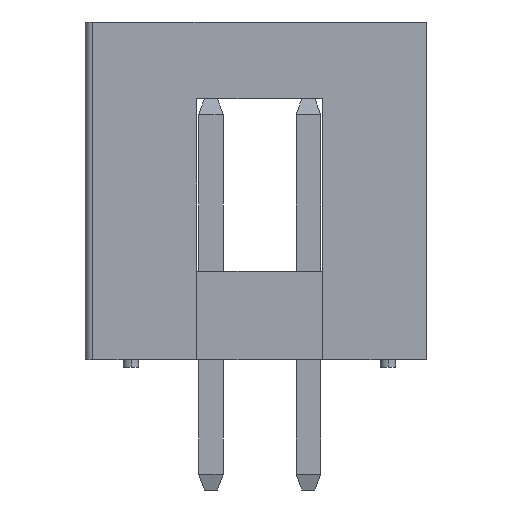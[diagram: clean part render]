
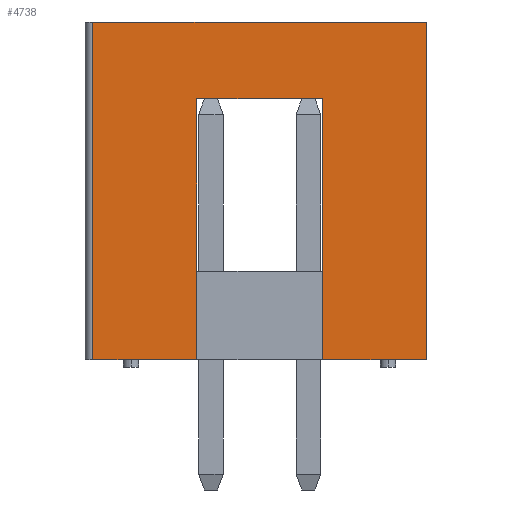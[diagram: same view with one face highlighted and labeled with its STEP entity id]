
A CAD part, left-side view. The second image highlights one B-rep face of the part: STEP entity #4738.
In plain terms, the highlighted planar face has unit normal (-1, 0, 0).
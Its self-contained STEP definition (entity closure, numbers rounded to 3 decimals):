
#6 = EDGE_CURVE ( 'NONE', #3033, #11446, #10924, .T. ) ;
#35 = CARTESIAN_POINT ( 'NONE',  ( -7.61, 4.35, 8.8 ) ) ;
#372 = VECTOR ( 'NONE', #13245, 1000. ) ;
#682 = VECTOR ( 'NONE', #1478, 1000. ) ;
#1052 = DIRECTION ( 'NONE',  ( 0., 0., 1. ) ) ;
#1478 = DIRECTION ( 'NONE',  ( 0., -1., 0. ) ) ;
#1692 = DIRECTION ( 'NONE',  ( 0., -1., 0. ) ) ;
#1971 = CARTESIAN_POINT ( 'NONE',  ( -7.61, -1.64, 6.8 ) ) ;
#2102 = VECTOR ( 'NONE', #2766, 1000. ) ;
#2139 = EDGE_LOOP ( 'NONE', ( #7164, #6456, #11936, #10970, #10560, #2312, #8922, #3449 ) ) ;
#2312 = ORIENTED_EDGE ( 'NONE', *, *, #9227, .F. ) ;
#2766 = DIRECTION ( 'NONE',  ( 0., 1., 0. ) ) ;
#2767 = DIRECTION ( 'NONE',  ( 0., -1., 0. ) ) ;
#3000 = PLANE ( 'NONE',  #7483 ) ;
#3033 = VERTEX_POINT ( 'NONE', #6405 ) ;
#3199 = CARTESIAN_POINT ( 'NONE',  ( -7.61, 1.64, 0. ) ) ;
#3449 = ORIENTED_EDGE ( 'NONE', *, *, #4262, .T. ) ;
#3722 = LINE ( 'NONE', #4681, #682 ) ;
#3827 = EDGE_CURVE ( 'NONE', #13749, #4856, #3722, .T. ) ;
#4262 = EDGE_CURVE ( 'NONE', #13749, #9655, #13502, .T. ) ;
#4681 = CARTESIAN_POINT ( 'NONE',  ( -7.61, -4.35, 8.8 ) ) ;
#4738 = ADVANCED_FACE ( 'NONE', ( #14068 ), #3000, .F. ) ;
#4801 = CARTESIAN_POINT ( 'NONE',  ( -7.61, 4.35, 0. ) ) ;
#4856 = VERTEX_POINT ( 'NONE', #6916 ) ;
#4868 = LINE ( 'NONE', #13974, #5430 ) ;
#5171 = CARTESIAN_POINT ( 'NONE',  ( -7.61, -4.35, 0. ) ) ;
#5199 = CARTESIAN_POINT ( 'NONE',  ( -7.61, 1.64, 0. ) ) ;
#5430 = VECTOR ( 'NONE', #2767, 1000. ) ;
#5704 = LINE ( 'NONE', #12282, #6823 ) ;
#6124 = VECTOR ( 'NONE', #1052, 1000. ) ;
#6239 = EDGE_CURVE ( 'NONE', #6296, #12216, #7821, .T. ) ;
#6296 = VERTEX_POINT ( 'NONE', #8041 ) ;
#6405 = CARTESIAN_POINT ( 'NONE',  ( -7.61, 1.64, 6.8 ) ) ;
#6456 = ORIENTED_EDGE ( 'NONE', *, *, #6, .F. ) ;
#6615 = EDGE_CURVE ( 'NONE', #9655, #11446, #7129, .T. ) ;
#6823 = VECTOR ( 'NONE', #10368, 1000. ) ;
#6916 = CARTESIAN_POINT ( 'NONE',  ( -7.61, -4.35, 8.8 ) ) ;
#7129 = LINE ( 'NONE', #5171, #8409 ) ;
#7164 = ORIENTED_EDGE ( 'NONE', *, *, #6615, .T. ) ;
#7483 = AXIS2_PLACEMENT_3D ( 'NONE', #11980, #9501, #10871 ) ;
#7821 = LINE ( 'NONE', #9948, #6124 ) ;
#8041 = CARTESIAN_POINT ( 'NONE',  ( -7.61, -1.64, 0. ) ) ;
#8295 = LINE ( 'NONE', #10494, #2102 ) ;
#8360 = VERTEX_POINT ( 'NONE', #10298 ) ;
#8409 = VECTOR ( 'NONE', #1692, 1000. ) ;
#8769 = EDGE_CURVE ( 'NONE', #6296, #8360, #4868, .T. ) ;
#8922 = ORIENTED_EDGE ( 'NONE', *, *, #3827, .F. ) ;
#9227 = EDGE_CURVE ( 'NONE', #4856, #8360, #5704, .T. ) ;
#9501 = DIRECTION ( 'NONE',  ( 1., 0., 0. ) ) ;
#9655 = VERTEX_POINT ( 'NONE', #4801 ) ;
#9948 = CARTESIAN_POINT ( 'NONE',  ( -7.61, -1.64, 0. ) ) ;
#10298 = CARTESIAN_POINT ( 'NONE',  ( -7.61, -4.35, 0. ) ) ;
#10368 = DIRECTION ( 'NONE',  ( 0., 0., -1. ) ) ;
#10494 = CARTESIAN_POINT ( 'NONE',  ( -7.61, 1.64, 6.8 ) ) ;
#10560 = ORIENTED_EDGE ( 'NONE', *, *, #8769, .T. ) ;
#10871 = DIRECTION ( 'NONE',  ( 0., 0., -1. ) ) ;
#10924 = LINE ( 'NONE', #3199, #372 ) ;
#10970 = ORIENTED_EDGE ( 'NONE', *, *, #6239, .F. ) ;
#11126 = DIRECTION ( 'NONE',  ( 0., 0., -1. ) ) ;
#11446 = VERTEX_POINT ( 'NONE', #5199 ) ;
#11774 = CARTESIAN_POINT ( 'NONE',  ( -7.61, 4.35, 8.8 ) ) ;
#11936 = ORIENTED_EDGE ( 'NONE', *, *, #12062, .F. ) ;
#11980 = CARTESIAN_POINT ( 'NONE',  ( -7.61, -4.35, 8.8 ) ) ;
#12062 = EDGE_CURVE ( 'NONE', #12216, #3033, #8295, .T. ) ;
#12181 = VECTOR ( 'NONE', #11126, 1000. ) ;
#12216 = VERTEX_POINT ( 'NONE', #1971 ) ;
#12282 = CARTESIAN_POINT ( 'NONE',  ( -7.61, -4.35, 8.8 ) ) ;
#13245 = DIRECTION ( 'NONE',  ( 0., 0., -1. ) ) ;
#13502 = LINE ( 'NONE', #35, #12181 ) ;
#13749 = VERTEX_POINT ( 'NONE', #11774 ) ;
#13974 = CARTESIAN_POINT ( 'NONE',  ( -7.61, -4.35, 0. ) ) ;
#14068 = FACE_OUTER_BOUND ( 'NONE', #2139, .T. ) ;
